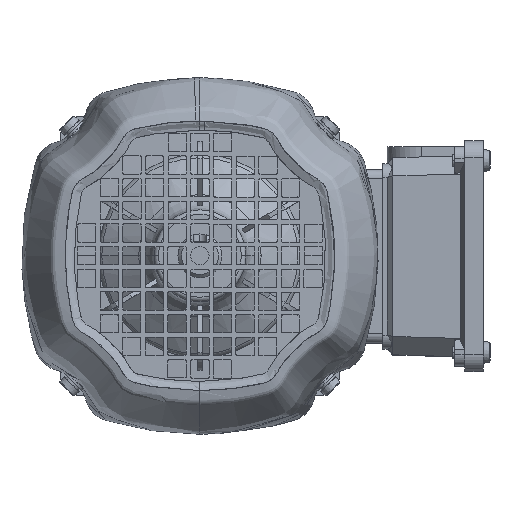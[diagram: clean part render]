
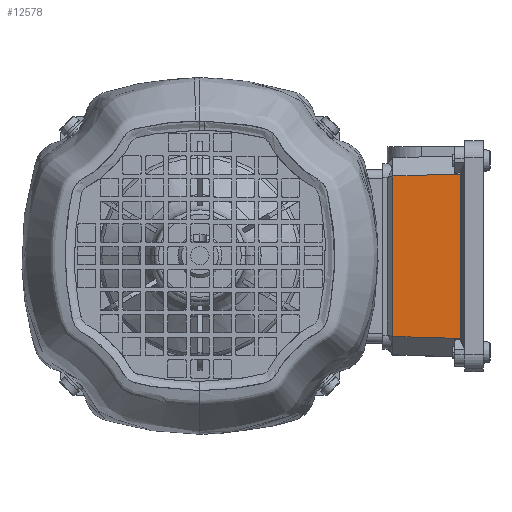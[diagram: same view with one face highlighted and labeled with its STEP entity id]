
A CAD part, top view. The second image highlights one B-rep face of the part: STEP entity #12578.
In plain terms, the highlighted planar face has unit normal (-0.029, 0, 1).
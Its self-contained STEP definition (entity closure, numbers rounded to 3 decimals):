
#2518=PLANE('',#55372);
#4217=LINE('',#79625,#8424);
#4272=LINE('',#79778,#8479);
#4273=LINE('',#79780,#8480);
#4274=LINE('',#79782,#8481);
#8424=VECTOR('',#62613,1.);
#8479=VECTOR('',#62770,1.);
#8480=VECTOR('',#62773,1.);
#8481=VECTOR('',#62774,1.);
#12578=ADVANCED_FACE('',(#16614),#2518,.F.);
#16614=FACE_OUTER_BOUND('',#19508,.T.);
#19508=EDGE_LOOP('',(#27691,#27692,#27693,#27694));
#27691=ORIENTED_EDGE('',*,*,#47536,.F.);
#27692=ORIENTED_EDGE('',*,*,#47537,.F.);
#27693=ORIENTED_EDGE('',*,*,#47535,.T.);
#27694=ORIENTED_EDGE('',*,*,#47468,.T.);
#41779=VERTEX_POINT('',#79624);
#41780=VERTEX_POINT('',#79626);
#41810=VERTEX_POINT('',#79777);
#41811=VERTEX_POINT('',#79781);
#47468=EDGE_CURVE('',#41780,#41779,#4217,.T.);
#47535=EDGE_CURVE('',#41810,#41780,#4272,.T.);
#47536=EDGE_CURVE('',#41811,#41779,#4273,.T.);
#47537=EDGE_CURVE('',#41810,#41811,#4274,.T.);
#55372=AXIS2_PLACEMENT_3D('',#79783,#62775,#62776);
#62613=DIRECTION('',(0.,1.,0.));
#62770=DIRECTION('',(0.999,-0.029,0.029));
#62773=DIRECTION('',(0.999,0.029,0.029));
#62774=DIRECTION('',(0.,1.,0.));
#62775=DIRECTION('',(0.029,0.,-1.));
#62776=DIRECTION('',(1.,0.,0.029));
#79624=CARTESIAN_POINT('',(114.,35.997,96.));
#79625=CARTESIAN_POINT('',(114.,0.,96.));
#79626=CARTESIAN_POINT('',(114.,-35.997,96.));
#79777=CARTESIAN_POINT('',(84.5,-35.129,95.132));
#79778=CARTESIAN_POINT('',(112.943,-35.965,95.969));
#79780=CARTESIAN_POINT('',(84.5,35.129,95.132));
#79781=CARTESIAN_POINT('',(84.5,35.129,95.132));
#79782=CARTESIAN_POINT('',(84.5,0.,95.132));
#79783=CARTESIAN_POINT('',(114.,0.,96.));
